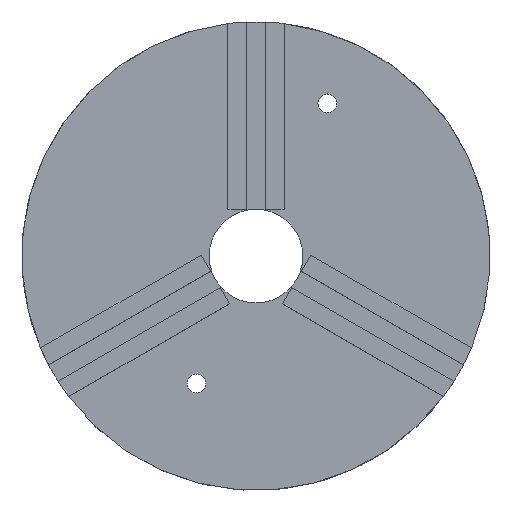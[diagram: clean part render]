
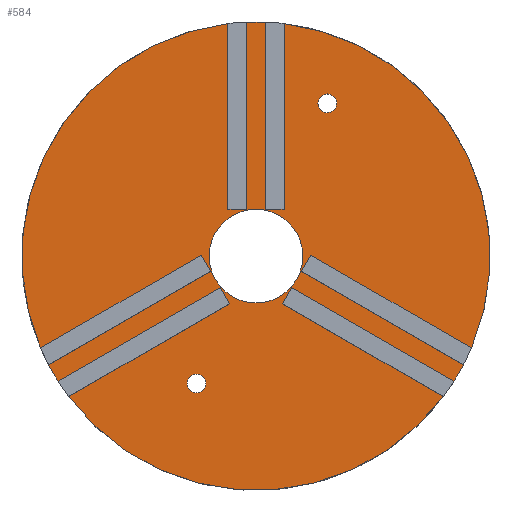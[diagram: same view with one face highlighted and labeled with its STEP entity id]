
A CAD part, top view. The second image highlights one B-rep face of the part: STEP entity #584.
In plain terms, the highlighted planar face has unit normal (0, 0, 1).
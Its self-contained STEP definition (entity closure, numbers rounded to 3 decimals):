
#15=LINE('',#816,#75);
#19=LINE('',#824,#79);
#22=LINE('',#830,#82);
#25=LINE('',#839,#85);
#29=LINE('',#847,#89);
#32=LINE('',#853,#92);
#35=LINE('',#862,#95);
#39=LINE('',#870,#99);
#42=LINE('',#876,#102);
#45=LINE('',#885,#105);
#49=LINE('',#893,#109);
#52=LINE('',#899,#112);
#55=LINE('',#908,#115);
#59=LINE('',#916,#119);
#62=LINE('',#922,#122);
#65=LINE('',#931,#125);
#69=LINE('',#939,#129);
#72=LINE('',#945,#132);
#75=VECTOR('',#659,10.);
#79=VECTOR('',#665,10.);
#82=VECTOR('',#670,10.);
#85=VECTOR('',#679,10.);
#89=VECTOR('',#685,10.);
#92=VECTOR('',#690,10.);
#95=VECTOR('',#699,10.);
#99=VECTOR('',#705,10.);
#102=VECTOR('',#710,10.);
#105=VECTOR('',#719,10.);
#109=VECTOR('',#725,10.);
#112=VECTOR('',#730,10.);
#115=VECTOR('',#739,10.);
#119=VECTOR('',#745,10.);
#122=VECTOR('',#750,10.);
#125=VECTOR('',#759,10.);
#129=VECTOR('',#765,10.);
#132=VECTOR('',#770,10.);
#159=PLANE('',#635);
#165=FACE_BOUND('',#234,.T.);
#166=FACE_BOUND('',#235,.T.);
#167=FACE_BOUND('',#236,.T.);
#199=FACE_OUTER_BOUND('',#233,.T.);
#233=EDGE_LOOP('',(#521,#522,#523,#524,#525,#526,#527,#528,#529,#530,#531,
#532,#533,#534,#535,#536,#537,#538,#539,#540,#541,#542,#543,#544));
#234=EDGE_LOOP('',(#545));
#235=EDGE_LOOP('',(#546));
#236=EDGE_LOOP('',(#547));
#242=CIRCLE('',#590,5.);
#244=CIRCLE('',#593,1.);
#246=CIRCLE('',#596,1.);
#253=CIRCLE('',#628,25.);
#254=CIRCLE('',#629,25.);
#255=CIRCLE('',#630,25.);
#256=CIRCLE('',#631,25.);
#257=CIRCLE('',#632,25.);
#258=CIRCLE('',#633,25.);
#261=VERTEX_POINT('',#801);
#263=VERTEX_POINT('',#806);
#265=VERTEX_POINT('',#811);
#266=VERTEX_POINT('',#814);
#267=VERTEX_POINT('',#815);
#270=VERTEX_POINT('',#823);
#272=VERTEX_POINT('',#829);
#274=VERTEX_POINT('',#837);
#275=VERTEX_POINT('',#838);
#278=VERTEX_POINT('',#846);
#280=VERTEX_POINT('',#852);
#282=VERTEX_POINT('',#860);
#283=VERTEX_POINT('',#861);
#286=VERTEX_POINT('',#869);
#288=VERTEX_POINT('',#875);
#290=VERTEX_POINT('',#883);
#291=VERTEX_POINT('',#884);
#294=VERTEX_POINT('',#892);
#296=VERTEX_POINT('',#898);
#298=VERTEX_POINT('',#906);
#299=VERTEX_POINT('',#907);
#302=VERTEX_POINT('',#915);
#304=VERTEX_POINT('',#921);
#306=VERTEX_POINT('',#929);
#307=VERTEX_POINT('',#930);
#310=VERTEX_POINT('',#938);
#312=VERTEX_POINT('',#944);
#316=EDGE_CURVE('',#261,#261,#242,.T.);
#318=EDGE_CURVE('',#263,#263,#244,.T.);
#320=EDGE_CURVE('',#265,#265,#246,.T.);
#321=EDGE_CURVE('',#266,#267,#15,.T.);
#325=EDGE_CURVE('',#267,#270,#19,.T.);
#328=EDGE_CURVE('',#270,#272,#22,.T.);
#332=EDGE_CURVE('',#274,#275,#25,.T.);
#336=EDGE_CURVE('',#275,#278,#29,.T.);
#339=EDGE_CURVE('',#278,#280,#32,.T.);
#343=EDGE_CURVE('',#282,#283,#35,.T.);
#347=EDGE_CURVE('',#283,#286,#39,.T.);
#350=EDGE_CURVE('',#286,#288,#42,.T.);
#354=EDGE_CURVE('',#290,#291,#45,.T.);
#358=EDGE_CURVE('',#291,#294,#49,.T.);
#361=EDGE_CURVE('',#294,#296,#52,.T.);
#365=EDGE_CURVE('',#298,#299,#55,.T.);
#369=EDGE_CURVE('',#299,#302,#59,.T.);
#372=EDGE_CURVE('',#302,#304,#62,.T.);
#376=EDGE_CURVE('',#306,#307,#65,.T.);
#380=EDGE_CURVE('',#307,#310,#69,.T.);
#383=EDGE_CURVE('',#310,#312,#72,.T.);
#387=EDGE_CURVE('',#304,#290,#253,.T.);
#388=EDGE_CURVE('',#312,#298,#254,.T.);
#389=EDGE_CURVE('',#272,#306,#255,.T.);
#390=EDGE_CURVE('',#280,#266,#256,.T.);
#391=EDGE_CURVE('',#288,#274,#257,.T.);
#392=EDGE_CURVE('',#296,#282,#258,.T.);
#521=ORIENTED_EDGE('',*,*,#328,.T.);
#522=ORIENTED_EDGE('',*,*,#389,.T.);
#523=ORIENTED_EDGE('',*,*,#376,.T.);
#524=ORIENTED_EDGE('',*,*,#380,.T.);
#525=ORIENTED_EDGE('',*,*,#383,.T.);
#526=ORIENTED_EDGE('',*,*,#388,.T.);
#527=ORIENTED_EDGE('',*,*,#365,.T.);
#528=ORIENTED_EDGE('',*,*,#369,.T.);
#529=ORIENTED_EDGE('',*,*,#372,.T.);
#530=ORIENTED_EDGE('',*,*,#387,.T.);
#531=ORIENTED_EDGE('',*,*,#354,.T.);
#532=ORIENTED_EDGE('',*,*,#358,.T.);
#533=ORIENTED_EDGE('',*,*,#361,.T.);
#534=ORIENTED_EDGE('',*,*,#392,.T.);
#535=ORIENTED_EDGE('',*,*,#343,.T.);
#536=ORIENTED_EDGE('',*,*,#347,.T.);
#537=ORIENTED_EDGE('',*,*,#350,.T.);
#538=ORIENTED_EDGE('',*,*,#391,.T.);
#539=ORIENTED_EDGE('',*,*,#332,.T.);
#540=ORIENTED_EDGE('',*,*,#336,.T.);
#541=ORIENTED_EDGE('',*,*,#339,.T.);
#542=ORIENTED_EDGE('',*,*,#390,.T.);
#543=ORIENTED_EDGE('',*,*,#321,.T.);
#544=ORIENTED_EDGE('',*,*,#325,.T.);
#545=ORIENTED_EDGE('',*,*,#316,.T.);
#546=ORIENTED_EDGE('',*,*,#318,.T.);
#547=ORIENTED_EDGE('',*,*,#320,.T.);
#584=ADVANCED_FACE('',(#199,#165,#166,#167),#159,.T.);
#590=AXIS2_PLACEMENT_3D('',#802,#643,#644);
#593=AXIS2_PLACEMENT_3D('',#807,#649,#650);
#596=AXIS2_PLACEMENT_3D('',#812,#655,#656);
#628=AXIS2_PLACEMENT_3D('',#952,#779,#780);
#629=AXIS2_PLACEMENT_3D('',#953,#781,#782);
#630=AXIS2_PLACEMENT_3D('',#954,#783,#784);
#631=AXIS2_PLACEMENT_3D('',#955,#785,#786);
#632=AXIS2_PLACEMENT_3D('',#956,#787,#788);
#633=AXIS2_PLACEMENT_3D('',#957,#789,#790);
#635=AXIS2_PLACEMENT_3D('',#960,#793,#794);
#643=DIRECTION('center_axis',(0.,0.,-1.));
#644=DIRECTION('ref_axis',(-1.,0.,0.));
#649=DIRECTION('center_axis',(0.,0.,-1.));
#650=DIRECTION('ref_axis',(-1.,0.,0.));
#655=DIRECTION('center_axis',(0.,0.,-1.));
#656=DIRECTION('ref_axis',(-1.,0.,0.));
#659=DIRECTION('',(-0.866,0.5,0.));
#665=DIRECTION('',(0.5,0.866,0.));
#670=DIRECTION('',(0.866,-0.5,0.));
#679=DIRECTION('',(-0.866,0.5,0.));
#685=DIRECTION('',(0.5,0.866,0.));
#690=DIRECTION('',(0.866,-0.5,0.));
#699=DIRECTION('',(0.866,0.5,0.));
#705=DIRECTION('',(0.5,-0.866,0.));
#710=DIRECTION('',(-0.866,-0.5,0.));
#719=DIRECTION('',(0.866,0.5,0.));
#725=DIRECTION('',(0.5,-0.866,0.));
#730=DIRECTION('',(-0.866,-0.5,0.));
#739=DIRECTION('',(0.,-1.,0.));
#745=DIRECTION('',(-1.,0.,0.));
#750=DIRECTION('',(0.,1.,0.));
#759=DIRECTION('',(0.,-1.,0.));
#765=DIRECTION('',(-1.,0.,0.));
#770=DIRECTION('',(0.,1.,0.));
#779=DIRECTION('center_axis',(0.,0.,1.));
#780=DIRECTION('ref_axis',(1.,0.,0.));
#781=DIRECTION('center_axis',(0.,0.,1.));
#782=DIRECTION('ref_axis',(1.,0.,0.));
#783=DIRECTION('center_axis',(0.,0.,1.));
#784=DIRECTION('ref_axis',(1.,0.,0.));
#785=DIRECTION('center_axis',(0.,0.,1.));
#786=DIRECTION('ref_axis',(1.,0.,0.));
#787=DIRECTION('center_axis',(0.,0.,1.));
#788=DIRECTION('ref_axis',(1.,0.,0.));
#789=DIRECTION('center_axis',(0.,0.,1.));
#790=DIRECTION('ref_axis',(1.,0.,0.));
#793=DIRECTION('center_axis',(0.,0.,1.));
#794=DIRECTION('ref_axis',(1.,0.,0.));
#801=CARTESIAN_POINT('',(5.,0.,0.));
#802=CARTESIAN_POINT('Origin',(0.,0.,0.));
#806=CARTESIAN_POINT('',(-5.339,-13.595,0.));
#807=CARTESIAN_POINT('Origin',(-6.339,-13.595,0.));
#811=CARTESIAN_POINT('',(8.607,16.314,0.));
#812=CARTESIAN_POINT('Origin',(7.607,16.314,0.));
#814=CARTESIAN_POINT('',(22.133,-11.624,0.));
#815=CARTESIAN_POINT('',(4.83,-1.634,0.));
#816=CARTESIAN_POINT('',(-1.296,1.903,0.));
#823=CARTESIAN_POINT('',(5.83,0.098,0.));
#824=CARTESIAN_POINT('',(8.043,3.931,0.));
#829=CARTESIAN_POINT('',(22.994,-9.812,0.));
#830=CARTESIAN_POINT('',(8.286,-1.32,0.));
#837=CARTESIAN_POINT('',(19.994,-15.008,0.));
#838=CARTESIAN_POINT('',(2.83,-5.098,0.));
#839=CARTESIAN_POINT('',(-3.296,-1.561,0.));
#846=CARTESIAN_POINT('',(3.83,-3.366,0.));
#847=CARTESIAN_POINT('',(7.043,2.199,0.));
#852=CARTESIAN_POINT('',(21.133,-13.356,0.));
#853=CARTESIAN_POINT('',(6.356,-4.824,0.));
#860=CARTESIAN_POINT('',(-21.133,-13.356,0.));
#861=CARTESIAN_POINT('',(-3.83,-3.366,0.));
#862=CARTESIAN_POINT('',(0.799,-0.694,0.));
#869=CARTESIAN_POINT('',(-2.83,-5.098,0.));
#870=CARTESIAN_POINT('',(-7.042,2.197,0.));
#875=CARTESIAN_POINT('',(-19.994,-15.008,0.));
#876=CARTESIAN_POINT('',(-6.783,-7.381,0.));
#883=CARTESIAN_POINT('',(-22.994,-9.812,0.));
#884=CARTESIAN_POINT('',(-5.83,0.098,0.));
#885=CARTESIAN_POINT('',(-1.201,2.77,0.));
#892=CARTESIAN_POINT('',(-4.83,-1.634,0.));
#893=CARTESIAN_POINT('',(-8.042,3.929,0.));
#898=CARTESIAN_POINT('',(-22.133,-11.624,0.));
#899=CARTESIAN_POINT('',(-8.853,-3.957,0.));
#906=CARTESIAN_POINT('',(-1.,24.98,0.));
#907=CARTESIAN_POINT('',(-1.,5.,0.));
#908=CARTESIAN_POINT('',(-1.,9.918,0.));
#915=CARTESIAN_POINT('',(-3.,5.,0.));
#916=CARTESIAN_POINT('',(-2.498,5.,0.));
#921=CARTESIAN_POINT('',(-3.,24.819,0.));
#922=CARTESIAN_POINT('',(-3.,19.828,0.));
#929=CARTESIAN_POINT('',(3.,24.819,0.));
#930=CARTESIAN_POINT('',(3.,5.,0.));
#931=CARTESIAN_POINT('',(3.,9.918,0.));
#938=CARTESIAN_POINT('',(1.,5.,0.));
#939=CARTESIAN_POINT('',(-0.498,5.,0.));
#944=CARTESIAN_POINT('',(1.,24.98,0.));
#945=CARTESIAN_POINT('',(1.,19.908,0.));
#952=CARTESIAN_POINT('Origin',(0.,0.,0.));
#953=CARTESIAN_POINT('Origin',(0.,0.,0.));
#954=CARTESIAN_POINT('Origin',(0.,0.,0.));
#955=CARTESIAN_POINT('Origin',(0.,0.,0.));
#956=CARTESIAN_POINT('Origin',(0.,0.,0.));
#957=CARTESIAN_POINT('Origin',(0.,0.,0.));
#960=CARTESIAN_POINT('Origin',(-1.996,14.837,0.));
